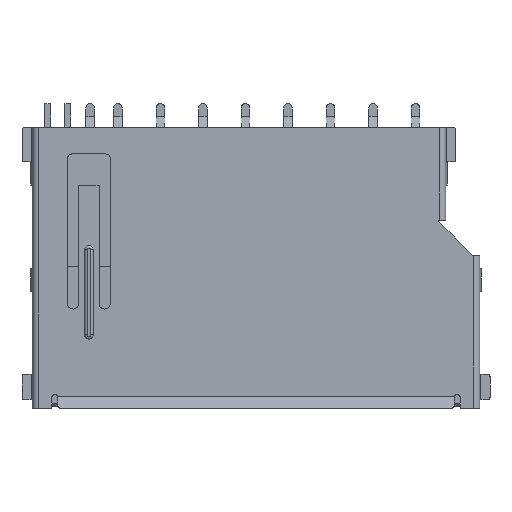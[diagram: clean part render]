
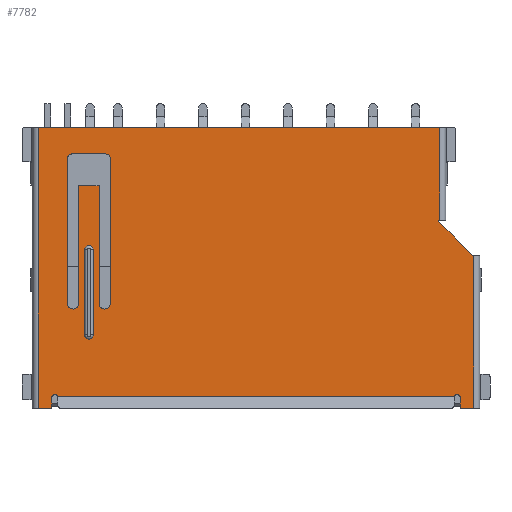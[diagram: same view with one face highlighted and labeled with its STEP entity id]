
A CAD part, top view. The second image highlights one B-rep face of the part: STEP entity #7782.
In plain terms, the highlighted planar face has unit normal (0, 0, 1).
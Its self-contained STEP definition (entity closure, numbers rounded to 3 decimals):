
#88=CIRCLE('',#8105,0.25);
#91=CIRCLE('',#8110,0.25);
#92=CIRCLE('',#8113,0.25);
#93=CIRCLE('',#8116,0.25);
#112=CIRCLE('',#8161,0.325);
#116=CIRCLE('',#8171,0.175);
#118=CIRCLE('',#8176,0.175);
#121=CIRCLE('',#8185,0.325);
#123=CIRCLE('',#8189,0.325);
#1084=ORIENTED_EDGE('',*,*,#2362,.F.);
#1085=ORIENTED_EDGE('',*,*,#2367,.F.);
#1086=ORIENTED_EDGE('',*,*,#2271,.T.);
#1087=ORIENTED_EDGE('',*,*,#2394,.F.);
#1088=ORIENTED_EDGE('',*,*,#2292,.F.);
#1089=ORIENTED_EDGE('',*,*,#2295,.F.);
#1090=ORIENTED_EDGE('',*,*,#2395,.F.);
#1091=ORIENTED_EDGE('',*,*,#2391,.T.);
#1092=ORIENTED_EDGE('',*,*,#2396,.F.);
#1093=ORIENTED_EDGE('',*,*,#2397,.T.);
#1094=ORIENTED_EDGE('',*,*,#2348,.F.);
#1095=ORIENTED_EDGE('',*,*,#2353,.F.);
#1096=ORIENTED_EDGE('',*,*,#2356,.T.);
#1097=ORIENTED_EDGE('',*,*,#2248,.F.);
#1098=ORIENTED_EDGE('',*,*,#2361,.T.);
#1099=ORIENTED_EDGE('',*,*,#2334,.F.);
#1100=ORIENTED_EDGE('',*,*,#2337,.T.);
#1101=ORIENTED_EDGE('',*,*,#2338,.F.);
#1102=ORIENTED_EDGE('',*,*,#2245,.T.);
#1103=ORIENTED_EDGE('',*,*,#2243,.F.);
#1104=ORIENTED_EDGE('',*,*,#2241,.T.);
#1105=ORIENTED_EDGE('',*,*,#2376,.F.);
#1106=ORIENTED_EDGE('',*,*,#2381,.T.);
#1107=ORIENTED_EDGE('',*,*,#2384,.F.);
#1108=ORIENTED_EDGE('',*,*,#2387,.T.);
#1109=ORIENTED_EDGE('',*,*,#2388,.F.);
#1110=ORIENTED_EDGE('',*,*,#2237,.F.);
#1111=ORIENTED_EDGE('',*,*,#2236,.F.);
#1112=ORIENTED_EDGE('',*,*,#2234,.F.);
#1113=ORIENTED_EDGE('',*,*,#2232,.F.);
#1114=ORIENTED_EDGE('',*,*,#2231,.F.);
#2231=EDGE_CURVE('',#2962,#2961,#3541,.T.);
#2232=EDGE_CURVE('',#2961,#2963,#88,.T.);
#2234=EDGE_CURVE('',#2963,#2964,#3542,.T.);
#2236=EDGE_CURVE('',#2964,#2962,#91,.T.);
#2237=EDGE_CURVE('',#2965,#2966,#3543,.T.);
#2241=EDGE_CURVE('',#2968,#2967,#92,.T.);
#2243=EDGE_CURVE('',#2968,#2969,#3548,.T.);
#2245=EDGE_CURVE('',#2970,#2969,#93,.T.);
#2248=EDGE_CURVE('',#2971,#2972,#3551,.T.);
#2271=EDGE_CURVE('',#2990,#2988,#3565,.F.);
#2292=EDGE_CURVE('',#3008,#3006,#3582,.T.);
#2295=EDGE_CURVE('',#3010,#3008,#3585,.T.);
#2334=EDGE_CURVE('',#3039,#2965,#3617,.T.);
#2337=EDGE_CURVE('',#3039,#3041,#112,.T.);
#2338=EDGE_CURVE('',#2970,#3041,#3619,.T.);
#2348=EDGE_CURVE('',#3049,#3050,#3628,.T.);
#2353=EDGE_CURVE('',#3053,#3049,#3632,.T.);
#2356=EDGE_CURVE('',#3053,#2972,#116,.T.);
#2361=EDGE_CURVE('',#2971,#3057,#118,.T.);
#2362=EDGE_CURVE('',#3058,#3057,#3635,.T.);
#2367=EDGE_CURVE('',#2990,#3058,#3640,.T.);
#2376=EDGE_CURVE('',#3065,#2967,#3648,.T.);
#2381=EDGE_CURVE('',#3065,#3068,#121,.T.);
#2384=EDGE_CURVE('',#3070,#3068,#3654,.T.);
#2387=EDGE_CURVE('',#3070,#3072,#123,.T.);
#2388=EDGE_CURVE('',#2966,#3072,#3656,.T.);
#2391=EDGE_CURVE('',#3075,#3073,#3658,.F.);
#2394=EDGE_CURVE('',#3006,#2988,#3660,.T.);
#2395=EDGE_CURVE('',#3075,#3010,#3661,.T.);
#2396=EDGE_CURVE('',#3077,#3073,#3662,.T.);
#2397=EDGE_CURVE('',#3077,#3050,#3663,.F.);
#2961=VERTEX_POINT('',#10653);
#2962=VERTEX_POINT('',#10655);
#2963=VERTEX_POINT('',#10659);
#2964=VERTEX_POINT('',#10663);
#2965=VERTEX_POINT('',#10669);
#2966=VERTEX_POINT('',#10670);
#2967=VERTEX_POINT('',#10675);
#2968=VERTEX_POINT('',#10677);
#2969=VERTEX_POINT('',#10681);
#2970=VERTEX_POINT('',#10685);
#2971=VERTEX_POINT('',#10689);
#2972=VERTEX_POINT('',#10691);
#2988=VERTEX_POINT('',#10735);
#2990=VERTEX_POINT('',#10738);
#3006=VERTEX_POINT('',#10774);
#3008=VERTEX_POINT('',#10778);
#3010=VERTEX_POINT('',#10784);
#3039=VERTEX_POINT('',#10863);
#3041=VERTEX_POINT('',#10869);
#3049=VERTEX_POINT('',#10891);
#3050=VERTEX_POINT('',#10893);
#3053=VERTEX_POINT('',#10901);
#3057=VERTEX_POINT('',#10916);
#3058=VERTEX_POINT('',#10920);
#3065=VERTEX_POINT('',#10945);
#3068=VERTEX_POINT('',#10953);
#3070=VERTEX_POINT('',#10959);
#3072=VERTEX_POINT('',#10965);
#3073=VERTEX_POINT('',#10972);
#3075=VERTEX_POINT('',#10975);
#3077=VERTEX_POINT('',#10983);
#3541=LINE('',#10656,#4201);
#3542=LINE('',#10662,#4202);
#3543=LINE('',#10668,#4203);
#3548=LINE('',#10680,#4208);
#3551=LINE('',#10690,#4211);
#3565=LINE('',#10737,#4225);
#3582=LINE('',#10779,#4242);
#3585=LINE('',#10785,#4245);
#3617=LINE('',#10864,#4277);
#3619=LINE('',#10872,#4279);
#3628=LINE('',#10892,#4288);
#3632=LINE('',#10902,#4292);
#3635=LINE('',#10919,#4295);
#3640=LINE('',#10929,#4300);
#3648=LINE('',#10944,#4308);
#3654=LINE('',#10960,#4314);
#3656=LINE('',#10968,#4316);
#3658=LINE('',#10974,#4318);
#3660=LINE('',#10980,#4320);
#3661=LINE('',#10981,#4321);
#3662=LINE('',#10982,#4322);
#3663=LINE('',#10984,#4323);
#4201=VECTOR('',#9000,1000.);
#4202=VECTOR('',#9009,1000.);
#4203=VECTOR('',#9018,1000.);
#4208=VECTOR('',#9029,1000.);
#4211=VECTOR('',#9040,1000.);
#4225=VECTOR('',#9084,1000.);
#4242=VECTOR('',#9113,1000.);
#4245=VECTOR('',#9118,1000.);
#4277=VECTOR('',#9186,1000.);
#4279=VECTOR('',#9196,1000.);
#4288=VECTOR('',#9211,1000.);
#4292=VECTOR('',#9219,1000.);
#4295=VECTOR('',#9242,1000.);
#4300=VECTOR('',#9249,1000.);
#4308=VECTOR('',#9265,1000.);
#4314=VECTOR('',#9279,1000.);
#4316=VECTOR('',#9289,1000.);
#4318=VECTOR('',#9295,1000.);
#4320=VECTOR('',#9301,1000.);
#4321=VECTOR('',#9302,1000.);
#4322=VECTOR('',#9303,1000.);
#4323=VECTOR('',#9304,1000.);
#4772=EDGE_LOOP('',(#1084,#1085,#1086,#1087,#1088,#1089,#1090,#1091,#1092,
#1093,#1094,#1095,#1096,#1097,#1098));
#4773=EDGE_LOOP('',(#1099,#1100,#1101,#1102,#1103,#1104,#1105,#1106,#1107,
#1108,#1109,#1110));
#4774=EDGE_LOOP('',(#1111,#1112,#1113,#1114));
#5104=FACE_BOUND('',#4772,.T.);
#5105=FACE_BOUND('',#4773,.T.);
#5106=FACE_BOUND('',#4774,.T.);
#5382=PLANE('',#8194);
#7782=ADVANCED_FACE('',(#5104,#5105,#5106),#5382,.F.);
#8105=AXIS2_PLACEMENT_3D('',#10658,#9003,#9004);
#8110=AXIS2_PLACEMENT_3D('',#10666,#9014,#9015);
#8113=AXIS2_PLACEMENT_3D('',#10676,#9024,#9025);
#8116=AXIS2_PLACEMENT_3D('',#10684,#9033,#9034);
#8161=AXIS2_PLACEMENT_3D('',#10870,#9192,#9193);
#8171=AXIS2_PLACEMENT_3D('',#10907,#9226,#9227);
#8176=AXIS2_PLACEMENT_3D('',#10917,#9238,#9239);
#8185=AXIS2_PLACEMENT_3D('',#10954,#9273,#9274);
#8189=AXIS2_PLACEMENT_3D('',#10966,#9285,#9286);
#8194=AXIS2_PLACEMENT_3D('',#10979,#9299,#9300);
#9000=DIRECTION('',(0.,-1.,0.));
#9003=DIRECTION('',(0.,0.,1.));
#9004=DIRECTION('',(-1.,0.,0.));
#9009=DIRECTION('',(0.,1.,0.));
#9014=DIRECTION('',(0.,0.,1.));
#9015=DIRECTION('',(1.,0.,0.));
#9018=DIRECTION('',(1.,0.,0.));
#9024=DIRECTION('',(0.,0.,-1.));
#9025=DIRECTION('',(-1.,0.,0.));
#9029=DIRECTION('',(-1.,0.,0.));
#9033=DIRECTION('',(0.,0.,-1.));
#9034=DIRECTION('',(-1.,0.,0.));
#9040=DIRECTION('',(-1.,0.,0.));
#9084=DIRECTION('',(0.,-1.,0.));
#9113=DIRECTION('',(0.707,-0.707,0.));
#9118=DIRECTION('',(0.,-1.,0.));
#9186=DIRECTION('',(0.,1.,0.));
#9192=DIRECTION('',(0.,0.,-1.));
#9193=DIRECTION('',(-1.,0.,0.));
#9196=DIRECTION('',(0.,-1.,0.));
#9211=DIRECTION('',(-1.,0.,0.));
#9219=DIRECTION('',(0.,-1.,0.));
#9226=DIRECTION('',(0.,0.,-1.));
#9227=DIRECTION('',(-1.,0.,0.));
#9238=DIRECTION('',(0.,0.,-1.));
#9239=DIRECTION('',(-1.,0.,0.));
#9242=DIRECTION('',(0.,1.,0.));
#9249=DIRECTION('',(-1.,0.,0.));
#9265=DIRECTION('',(0.,1.,0.));
#9273=DIRECTION('',(0.,0.,-1.));
#9274=DIRECTION('',(-1.,0.,0.));
#9279=DIRECTION('',(1.,0.,0.));
#9285=DIRECTION('',(0.,0.,-1.));
#9286=DIRECTION('',(-1.,0.,0.));
#9289=DIRECTION('',(0.,-1.,0.));
#9295=DIRECTION('',(0.,-1.,0.));
#9299=DIRECTION('',(0.,0.,-1.));
#9300=DIRECTION('',(-1.,0.,0.));
#9301=DIRECTION('',(1.,0.,0.));
#9302=DIRECTION('',(-1.,0.,0.));
#9303=DIRECTION('',(1.,0.,0.));
#9304=DIRECTION('',(0.,1.,0.));
#10653=CARTESIAN_POINT('',(-10.071,-3.941,0.));
#10655=CARTESIAN_POINT('',(-10.071,1.059,0.));
#10656=CARTESIAN_POINT('',(-10.071,1.059,0.));
#10658=CARTESIAN_POINT('',(-9.821,-3.941,0.));
#10659=CARTESIAN_POINT('',(-9.571,-3.941,0.));
#10662=CARTESIAN_POINT('',(-9.571,-3.941,0.));
#10663=CARTESIAN_POINT('',(-9.571,1.059,0.));
#10666=CARTESIAN_POINT('',(-9.821,1.059,0.));
#10668=CARTESIAN_POINT('',(-9.222,4.812,0.));
#10669=CARTESIAN_POINT('',(-10.419,4.812,0.));
#10670=CARTESIAN_POINT('',(-9.222,4.812,0.));
#10675=CARTESIAN_POINT('',(-8.569,6.442,0.));
#10676=CARTESIAN_POINT('',(-8.819,6.442,0.));
#10677=CARTESIAN_POINT('',(-8.819,6.692,0.));
#10680=CARTESIAN_POINT('',(-8.569,6.692,0.));
#10681=CARTESIAN_POINT('',(-10.819,6.692,0.));
#10684=CARTESIAN_POINT('',(-10.819,6.442,0.));
#10685=CARTESIAN_POINT('',(-11.069,6.442,0.));
#10689=CARTESIAN_POINT('',(11.668,-7.548,0.));
#10690=CARTESIAN_POINT('',(-11.65,-7.548,0.));
#10691=CARTESIAN_POINT('',(-11.668,-7.548,0.));
#10735=CARTESIAN_POINT('',(12.8,0.739,0.));
#10737=CARTESIAN_POINT('',(12.8,0.,0.));
#10738=CARTESIAN_POINT('',(12.8,-8.25,0.));
#10774=CARTESIAN_POINT('',(12.714,0.739,0.));
#10778=CARTESIAN_POINT('',(10.744,2.71,0.));
#10779=CARTESIAN_POINT('',(10.744,2.71,0.));
#10784=CARTESIAN_POINT('',(10.744,2.799,0.));
#10785=CARTESIAN_POINT('',(10.744,2.799,0.));
#10863=CARTESIAN_POINT('',(-10.419,-2.095,0.));
#10864=CARTESIAN_POINT('',(-10.419,-2.42,0.));
#10869=CARTESIAN_POINT('',(-11.069,-2.095,0.));
#10870=CARTESIAN_POINT('',(-10.744,-2.095,0.));
#10872=CARTESIAN_POINT('',(-11.069,6.692,0.));
#10891=CARTESIAN_POINT('',(-12.,-8.25,0.));
#10892=CARTESIAN_POINT('',(-13.15,-8.25,0.));
#10893=CARTESIAN_POINT('',(-12.8,-8.25,0.));
#10901=CARTESIAN_POINT('',(-12.,-7.625,0.));
#10902=CARTESIAN_POINT('',(-12.,-8.25,0.));
#10907=CARTESIAN_POINT('',(-11.825,-7.625,0.));
#10916=CARTESIAN_POINT('',(12.,-7.625,0.));
#10917=CARTESIAN_POINT('',(11.825,-7.625,0.));
#10919=CARTESIAN_POINT('',(12.,-8.25,0.));
#10920=CARTESIAN_POINT('',(12.,-8.25,0.));
#10929=CARTESIAN_POINT('',(-13.15,-8.25,0.));
#10944=CARTESIAN_POINT('',(-8.569,-2.42,0.));
#10945=CARTESIAN_POINT('',(-8.569,-2.095,0.));
#10953=CARTESIAN_POINT('',(-8.894,-2.42,0.));
#10954=CARTESIAN_POINT('',(-8.894,-2.095,0.));
#10959=CARTESIAN_POINT('',(-8.897,-2.42,0.));
#10960=CARTESIAN_POINT('',(-9.222,-2.42,0.));
#10965=CARTESIAN_POINT('',(-9.222,-2.095,0.));
#10966=CARTESIAN_POINT('',(-8.897,-2.095,0.));
#10968=CARTESIAN_POINT('',(-9.222,-2.42,0.));
#10972=CARTESIAN_POINT('',(10.8,8.25,0.));
#10974=CARTESIAN_POINT('',(10.8,0.,0.));
#10975=CARTESIAN_POINT('',(10.8,2.799,0.));
#10979=CARTESIAN_POINT('',(0.,0.,0.));
#10980=CARTESIAN_POINT('',(12.714,0.739,0.));
#10981=CARTESIAN_POINT('',(11.15,2.799,0.));
#10982=CARTESIAN_POINT('',(11.15,8.25,0.));
#10983=CARTESIAN_POINT('',(-12.8,8.25,0.));
#10984=CARTESIAN_POINT('',(-12.8,0.,0.));
